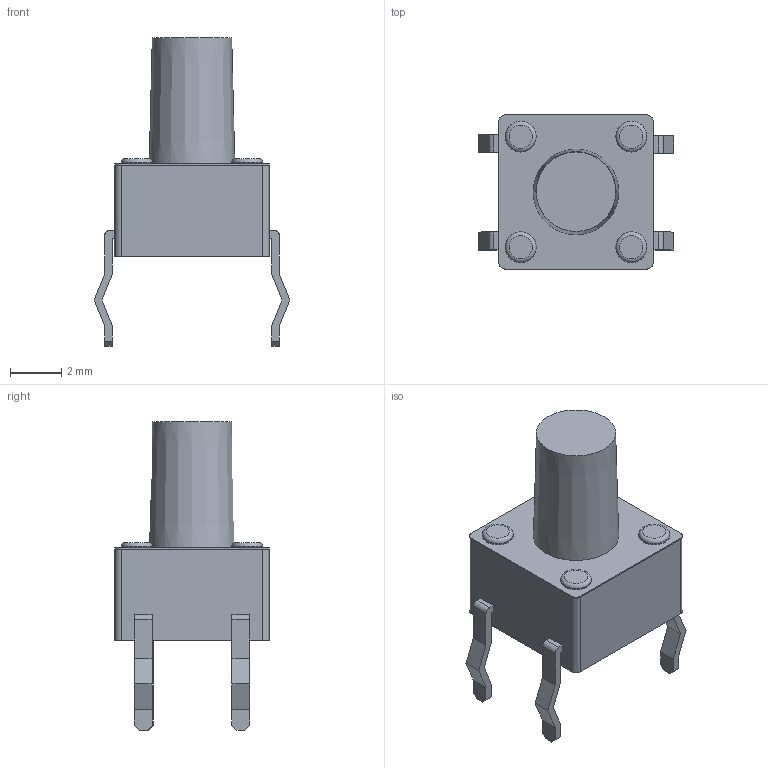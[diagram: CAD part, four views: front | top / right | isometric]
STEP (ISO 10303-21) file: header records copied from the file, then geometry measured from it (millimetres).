
FILE_DESCRIPTION(('FreeCAD Model'),'2;1');
FILE_NAME('NAMAE_JTP-1130P.step', '2019-08-27T01:16:24',('Author'),(''), 'Open CASCADE STEP processor 6.8','FreeCAD','Unknown');
FILE_SCHEMA(('AUTOMOTIVE_DESIGN { 1 0 10303 214 1 1 1 1 }'));
Length unit declared in the file: millimetre
Products named in the file (1): NAMAE_JTP-1130P
Bounding box: 7.6 x 6 x 12 mm (x, y, z)
Volume: 173.7 mm3; surface area: 243.7 mm2
Topology: 1 solids, 1 shells, 96 faces, 243 edges, 158 vertices
Faces by surface type: plane 75, cylinder 16, torus 4, cone 1
Full cylindrical faces by diameter (mm): 1.2 x4
Entity records: 3535 total; most frequent: CARTESIAN_POINT 498, ORIENTED_EDGE 486, DIRECTION 475, EDGE_CURVE 243, LINE 205, VECTOR 205, VERTEX_POINT 158, AXIS2_PLACEMENT_3D 135
